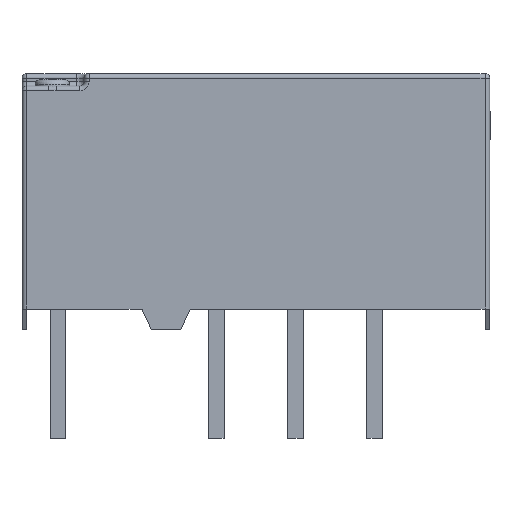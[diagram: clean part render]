
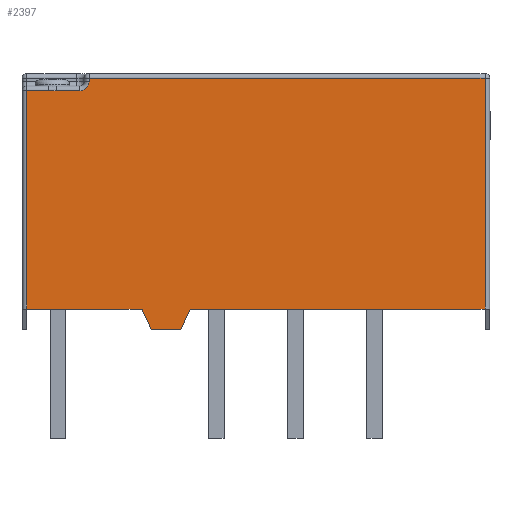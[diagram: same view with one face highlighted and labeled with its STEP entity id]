
A CAD part, front view. The second image highlights one B-rep face of the part: STEP entity #2397.
In plain terms, the highlighted planar face has unit normal (0, -1, 0).
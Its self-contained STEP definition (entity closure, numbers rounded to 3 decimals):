
#1770 = VERTEX_POINT('',#1771);
#1771 = CARTESIAN_POINT('',(8.615,-3.7,0.65
    ));
#1778 = EDGE_CURVE('',#1770,#1779,#1781,.T.);
#1779 = VERTEX_POINT('',#1780);
#1780 = CARTESIAN_POINT('',(-0.843,-3.7,
    0.65));
#1781 = LINE('',#1782,#1783);
#1782 = CARTESIAN_POINT('',(-0.843,-3.7,
    0.65));
#1783 = VECTOR('',#1784,1.);
#1784 = DIRECTION('',(-1.,0.,-0.));
#1803 = VERTEX_POINT('',#1804);
#1804 = CARTESIAN_POINT('',(-2.385,-3.7,
    0.65));
#1810 = EDGE_CURVE('',#1803,#1811,#1813,.T.);
#1811 = VERTEX_POINT('',#1812);
#1812 = CARTESIAN_POINT('',(-6.085,-3.7,
    0.65));
#1813 = LINE('',#1814,#1815);
#1814 = CARTESIAN_POINT('',(-6.085,-3.7,
    0.65));
#1815 = VECTOR('',#1816,1.);
#1816 = DIRECTION('',(-1.,0.,0.));
#2226 = EDGE_CURVE('',#2227,#2229,#2231,.T.);
#2227 = VERTEX_POINT('',#2228);
#2228 = CARTESIAN_POINT('',(-2.085,-3.7,
    0.));
#2229 = VERTEX_POINT('',#2230);
#2230 = CARTESIAN_POINT('',(-1.143,-3.7,
    0.));
#2231 = LINE('',#2232,#2233);
#2232 = CARTESIAN_POINT('',(8.765,-3.7,
    0.));
#2233 = VECTOR('',#2234,1.);
#2234 = DIRECTION('',(1.,0.,0.));
#2397 = ADVANCED_FACE('',(#2398),#2482,.F.);
#2398 = FACE_BOUND('',#2399,.T.);
#2399 = EDGE_LOOP('',(#2400,#2410,#2418,#2427,#2435,#2447,#2455,#2461,
    #2462,#2468,#2469,#2475,#2476));
#2400 = ORIENTED_EDGE('',*,*,#2401,.T.);
#2401 = EDGE_CURVE('',#2402,#2404,#2406,.T.);
#2402 = VERTEX_POINT('',#2403);
#2403 = CARTESIAN_POINT('',(8.615,-3.7,8.05
    ));
#2404 = VERTEX_POINT('',#2405);
#2405 = CARTESIAN_POINT('',(-4.085,-3.7,
    8.05));
#2406 = LINE('',#2407,#2408);
#2407 = CARTESIAN_POINT('',(-6.235,-3.7,
    8.05));
#2408 = VECTOR('',#2409,1.);
#2409 = DIRECTION('',(-1.,0.,-0.));
#2410 = ORIENTED_EDGE('',*,*,#2411,.T.);
#2411 = EDGE_CURVE('',#2404,#2412,#2414,.T.);
#2412 = VERTEX_POINT('',#2413);
#2413 = CARTESIAN_POINT('',(-4.085,-3.7,
    7.95));
#2414 = LINE('',#2415,#2416);
#2415 = CARTESIAN_POINT('',(-4.085,-3.7,
    8.2));
#2416 = VECTOR('',#2417,1.);
#2417 = DIRECTION('',(-0.,-0.,-1.));
#2418 = ORIENTED_EDGE('',*,*,#2419,.F.);
#2419 = EDGE_CURVE('',#2420,#2412,#2422,.T.);
#2420 = VERTEX_POINT('',#2421);
#2421 = CARTESIAN_POINT('',(-4.385,-3.7,
    7.65));
#2422 = CIRCLE('',#2423,0.3);
#2423 = AXIS2_PLACEMENT_3D('',#2424,#2425,#2426);
#2424 = CARTESIAN_POINT('',(-4.385,-3.7,
    7.95));
#2425 = DIRECTION('',(0.,-1.,0.));
#2426 = DIRECTION('',(-1.,0.,0.));
#2427 = ORIENTED_EDGE('',*,*,#2428,.T.);
#2428 = EDGE_CURVE('',#2420,#2429,#2431,.T.);
#2429 = VERTEX_POINT('',#2430);
#2430 = CARTESIAN_POINT('',(-5.142,-3.7,
    7.65));
#2431 = LINE('',#2432,#2433);
#2432 = CARTESIAN_POINT('',(8.765,-3.7,7.65
    ));
#2433 = VECTOR('',#2434,1.);
#2434 = DIRECTION('',(-1.,0.,-0.));
#2435 = ORIENTED_EDGE('',*,*,#2436,.T.);
#2436 = EDGE_CURVE('',#2429,#2437,#2439,.T.);
#2437 = VERTEX_POINT('',#2438);
#2438 = CARTESIAN_POINT('',(-5.377,-3.7,
    7.65));
#2439 = B_SPLINE_CURVE_WITH_KNOTS('',3,(#2440,#2441,#2442,#2443,#2444,
    #2445,#2446),.UNSPECIFIED.,.F.,.F.,(4,3,4),(0.,0.,
    0.),.UNSPECIFIED.);
#2440 = CARTESIAN_POINT('',(-5.142,-3.7,
    7.65));
#2441 = CARTESIAN_POINT('',(-5.187,-3.7,
    7.65));
#2442 = CARTESIAN_POINT('',(-5.231,-3.7,
    7.651));
#2443 = CARTESIAN_POINT('',(-5.275,-3.7,
    7.651));
#2444 = CARTESIAN_POINT('',(-5.309,-3.7,
    7.65));
#2445 = CARTESIAN_POINT('',(-5.343,-3.7,
    7.65));
#2446 = CARTESIAN_POINT('',(-5.377,-3.7,
    7.65));
#2447 = ORIENTED_EDGE('',*,*,#2448,.T.);
#2448 = EDGE_CURVE('',#2437,#2449,#2451,.T.);
#2449 = VERTEX_POINT('',#2450);
#2450 = CARTESIAN_POINT('',(-6.085,-3.7,
    7.65));
#2451 = LINE('',#2452,#2453);
#2452 = CARTESIAN_POINT('',(8.765,-3.7,7.65
    ));
#2453 = VECTOR('',#2454,1.);
#2454 = DIRECTION('',(-1.,0.,-0.));
#2455 = ORIENTED_EDGE('',*,*,#2456,.T.);
#2456 = EDGE_CURVE('',#2449,#1811,#2457,.T.);
#2457 = LINE('',#2458,#2459);
#2458 = CARTESIAN_POINT('',(-6.085,-3.7,
    8.2));
#2459 = VECTOR('',#2460,1.);
#2460 = DIRECTION('',(0.,0.,-1.));
#2461 = ORIENTED_EDGE('',*,*,#1810,.F.);
#2462 = ORIENTED_EDGE('',*,*,#2463,.F.);
#2463 = EDGE_CURVE('',#2227,#1803,#2464,.T.);
#2464 = LINE('',#2465,#2466);
#2465 = CARTESIAN_POINT('',(-2.385,-3.7,
    0.65));
#2466 = VECTOR('',#2467,1.);
#2467 = DIRECTION('',(-0.419,0.,0.908));
#2468 = ORIENTED_EDGE('',*,*,#2226,.T.);
#2469 = ORIENTED_EDGE('',*,*,#2470,.F.);
#2470 = EDGE_CURVE('',#1779,#2229,#2471,.T.);
#2471 = LINE('',#2472,#2473);
#2472 = CARTESIAN_POINT('',(-1.143,-3.7,
    0.));
#2473 = VECTOR('',#2474,1.);
#2474 = DIRECTION('',(-0.419,-0.,-0.908));
#2475 = ORIENTED_EDGE('',*,*,#1778,.F.);
#2476 = ORIENTED_EDGE('',*,*,#2477,.T.);
#2477 = EDGE_CURVE('',#1770,#2402,#2478,.T.);
#2478 = LINE('',#2479,#2480);
#2479 = CARTESIAN_POINT('',(8.615,-3.7,8.2
    ));
#2480 = VECTOR('',#2481,1.);
#2481 = DIRECTION('',(0.,0.,1.));
#2482 = PLANE('',#2483);
#2483 = AXIS2_PLACEMENT_3D('',#2484,#2485,#2486);
#2484 = CARTESIAN_POINT('',(8.765,-3.7,8.2
    ));
#2485 = DIRECTION('',(0.,1.,0.));
#2486 = DIRECTION('',(-1.,0.,0.));
